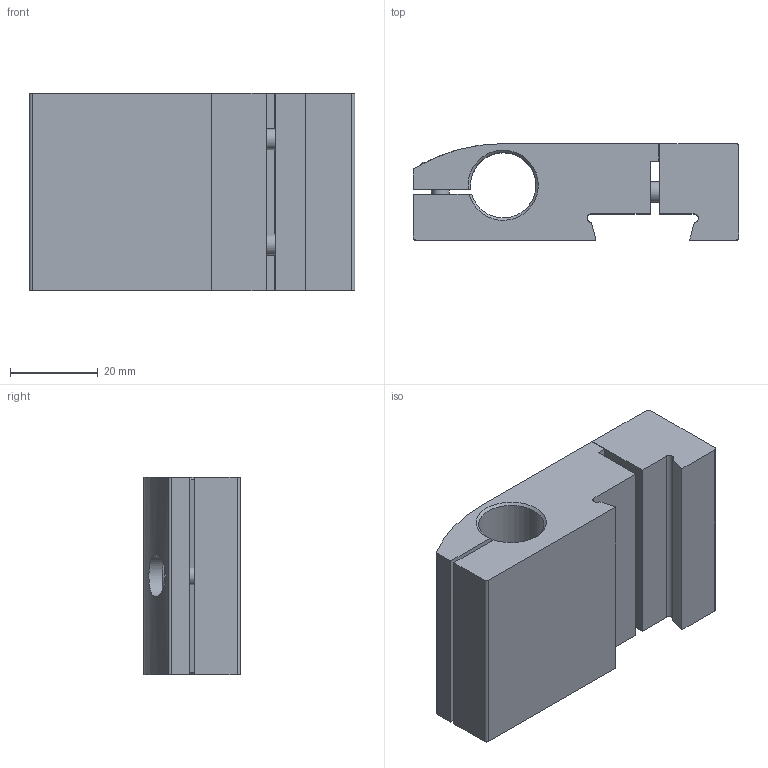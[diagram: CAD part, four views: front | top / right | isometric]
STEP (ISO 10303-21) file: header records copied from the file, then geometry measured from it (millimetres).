
FILE_DESCRIPTION(/* description */ ('STEP AP214'),/* implementation_level */ '2;1');
FILE_NAME(/* name */ '557585_KYE-80',/* time_stamp */ '2024-08-29T19:25:44+02:00',/* author */ ('License CC BY-ND 4.0'),/* organization */ ('CADENAS'),/* preprocessor_version */ 'ST-DEVELOPER v19.3',/* originating_system */ 'PARTsolutions',/* authorisation */ ' ');
FILE_SCHEMA (('AUTOMOTIVE_DESIGN {1 0 10303 214 3 1 1}'));
Length unit declared in the file: millimetre
Products named in the file (1): 557585 KYE-80
Bounding box: 74.2 x 22 x 45 mm (x, y, z)
Volume: 55244.1 mm3; surface area: 17446.8 mm2
Topology: 1 solids, 1 shells, 70 faces, 169 edges, 112 vertices
Faces by surface type: plane 48, cylinder 17, torus 3, cone 2
Full cylindrical faces by diameter (mm): 4.1 x1, 4.75 x2, 8.5 x1, 9.5 x1, 10 x2, 11 x2
Entity records: 2024 total; most frequent: CARTESIAN_POINT 368, DIRECTION 331, ORIENTED_EDGE 312, EDGE_CURVE 156, LINE 113, VECTOR 113, VERTEX_POINT 111, AXIS2_PLACEMENT_3D 109
